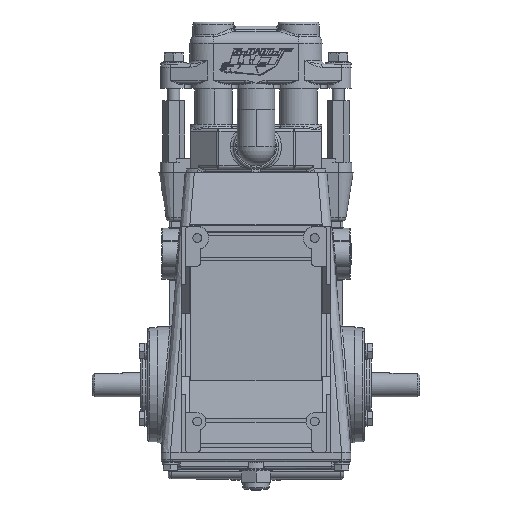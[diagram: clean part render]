
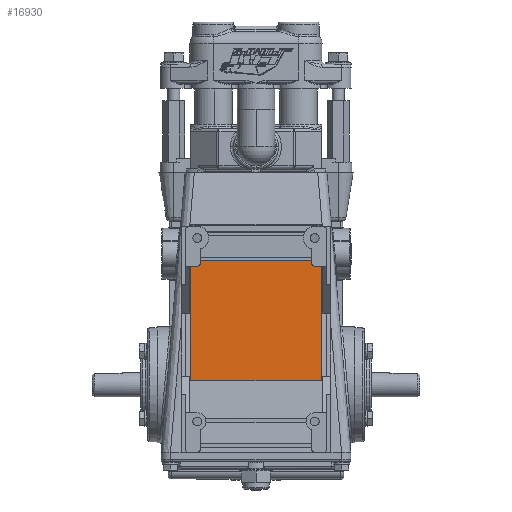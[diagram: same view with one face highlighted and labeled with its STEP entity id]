
A CAD part, front view. The second image highlights one B-rep face of the part: STEP entity #16930.
In plain terms, the highlighted planar face has unit normal (0, -1, 0).
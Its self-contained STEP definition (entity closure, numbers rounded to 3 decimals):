
#9467 = EDGE_CURVE ( 'NONE', #29380, #29403, #52632, .T. ) ;
#9471 = EDGE_CURVE ( 'NONE', #29387, #29506, #12185, .T. ) ;
#12185 = LINE ( 'NONE', #53184, #52640 ) ;
#13729 = ORIENTED_EDGE ( 'NONE', *, *, #35865, .T. ) ;
#13730 = ORIENTED_EDGE ( 'NONE', *, *, #35862, .F. ) ;
#13731 = ORIENTED_EDGE ( 'NONE', *, *, #35866, .T. ) ;
#13732 = ORIENTED_EDGE ( 'NONE', *, *, #9467, .T. ) ;
#13733 = ORIENTED_EDGE ( 'NONE', *, *, #35858, .F. ) ;
#13734 = ORIENTED_EDGE ( 'NONE', *, *, #35846, .F. ) ;
#13735 = ORIENTED_EDGE ( 'NONE', *, *, #9471, .F. ) ;
#13736 = ORIENTED_EDGE ( 'NONE', *, *, #35867, .F. ) ;
#13737 = ORIENTED_EDGE ( 'NONE', *, *, #35869, .F. ) ;
#13738 = ORIENTED_EDGE ( 'NONE', *, *, #35868, .T. ) ;
#16612 = EDGE_LOOP ( 'NONE', ( #13729, #13731, #13730, #13733, #13732, #13734, #13735, #13736, #13738, #13737 ) ) ;
#16930 = ADVANCED_FACE ( 'NONE', ( #32190 ), #32250, .F. ) ;
#27641 = AXIS2_PLACEMENT_3D ( 'NONE', #32251, #32252, #32253 ) ;
#29328 = VERTEX_POINT ( 'NONE', #40005 ) ;
#29380 = VERTEX_POINT ( 'NONE', #40031 ) ;
#29384 = VERTEX_POINT ( 'NONE', #40033 ) ;
#29387 = VERTEX_POINT ( 'NONE', #40035 ) ;
#29389 = VERTEX_POINT ( 'NONE', #40036 ) ;
#29403 = VERTEX_POINT ( 'NONE', #40043 ) ;
#29431 = VERTEX_POINT ( 'NONE', #40057 ) ;
#29476 = VERTEX_POINT ( 'NONE', #40102 ) ;
#29506 = VERTEX_POINT ( 'NONE', #40132 ) ;
#29514 = VERTEX_POINT ( 'NONE', #40140 ) ;
#31443 = VECTOR ( 'NONE', #41416, 1000. ) ;
#31483 = VECTOR ( 'NONE', #41448, 1000. ) ;
#31493 = VECTOR ( 'NONE', #41459, 1000. ) ;
#31496 = CIRCLE ( 'NONE', #31509, 2.54 ) ;
#31501 = VECTOR ( 'NONE', #41468, 1000. ) ;
#31503 = VECTOR ( 'NONE', #41470, 1000. ) ;
#31507 = VECTOR ( 'NONE', #41472, 1000. ) ;
#31509 = AXIS2_PLACEMENT_3D ( 'NONE', #41473, #41474, #41475 ) ;
#31514 = VECTOR ( 'NONE', #41477, 1000. ) ;
#32190 = FACE_OUTER_BOUND ( 'NONE', #16612, .T. ) ;
#32250 = PLANE ( 'NONE',  #27641 ) ;
#32251 = CARTESIAN_POINT ( 'NONE',  ( -50.601, -38.056, 113.332 ) ) ;
#32252 = DIRECTION ( 'NONE',  ( 0., 1., 0. ) ) ;
#32253 = DIRECTION ( 'NONE',  ( -1., 0., 0. ) ) ;
#35846 = EDGE_CURVE ( 'NONE', #29506, #29403, #40370, .T. ) ;
#35858 = EDGE_CURVE ( 'NONE', #29380, #29431, #40377, .T. ) ;
#35862 = EDGE_CURVE ( 'NONE', #29431, #29476, #40382, .T. ) ;
#35865 = EDGE_CURVE ( 'NONE', #29328, #29514, #40384, .T. ) ;
#35866 = EDGE_CURVE ( 'NONE', #29514, #29476, #40385, .T. ) ;
#35867 = EDGE_CURVE ( 'NONE', #29384, #29387, #40386, .T. ) ;
#35868 = EDGE_CURVE ( 'NONE', #29384, #29389, #31496, .T. ) ;
#35869 = EDGE_CURVE ( 'NONE', #29328, #29389, #40388, .T. ) ;
#40005 = CARTESIAN_POINT ( 'NONE',  ( -50.601, -38.056, 84.63 ) ) ;
#40031 = CARTESIAN_POINT ( 'NONE',  ( 34.362, -38.056, 84.63 ) ) ;
#40033 = CARTESIAN_POINT ( 'NONE',  ( -44.124, -38.056, 87.17 ) ) ;
#40035 = CARTESIAN_POINT ( 'NONE',  ( -44.124, -38.056, 88.44 ) ) ;
#40036 = CARTESIAN_POINT ( 'NONE',  ( -46.664, -38.056, 84.63 ) ) ;
#40043 = CARTESIAN_POINT ( 'NONE',  ( 31.822, -38.056, 87.17 ) ) ;
#40057 = CARTESIAN_POINT ( 'NONE',  ( 38.299, -38.056, 84.63 ) ) ;
#40102 = CARTESIAN_POINT ( 'NONE',  ( 38.299, -38.056, 6.99 ) ) ;
#40132 = CARTESIAN_POINT ( 'NONE',  ( 31.822, -38.056, 88.44 ) ) ;
#40140 = CARTESIAN_POINT ( 'NONE',  ( -50.601, -38.056, 6.99 ) ) ;
#40370 = LINE ( 'NONE', #41415, #31443 ) ;
#40377 = LINE ( 'NONE', #41447, #31483 ) ;
#40382 = LINE ( 'NONE', #41458, #31493 ) ;
#40384 = LINE ( 'NONE', #41467, #31501 ) ;
#40385 = LINE ( 'NONE', #41469, #31503 ) ;
#40386 = LINE ( 'NONE', #41471, #31507 ) ;
#40388 = LINE ( 'NONE', #41476, #31514 ) ;
#41415 = CARTESIAN_POINT ( 'NONE',  ( 31.822, -38.056, 111.808 ) ) ;
#41416 = DIRECTION ( 'NONE',  ( 0., 0., -1. ) ) ;
#41447 = CARTESIAN_POINT ( 'NONE',  ( 31.822, -38.056, 84.63 ) ) ;
#41448 = DIRECTION ( 'NONE',  ( 1., 0., 0. ) ) ;
#41458 = CARTESIAN_POINT ( 'NONE',  ( 38.299, -38.056, 113.332 ) ) ;
#41459 = DIRECTION ( 'NONE',  ( 0., 0., -1. ) ) ;
#41467 = CARTESIAN_POINT ( 'NONE',  ( -50.601, -38.056, 113.332 ) ) ;
#41468 = DIRECTION ( 'NONE',  ( 0., 0., -1. ) ) ;
#41469 = CARTESIAN_POINT ( 'NONE',  ( -6.151, -38.056, 6.99 ) ) ;
#41470 = DIRECTION ( 'NONE',  ( 1., 0., 0. ) ) ;
#41471 = CARTESIAN_POINT ( 'NONE',  ( -44.124, -38.056, 111.808 ) ) ;
#41472 = DIRECTION ( 'NONE',  ( 0., 0., 1. ) ) ;
#41473 = CARTESIAN_POINT ( 'NONE',  ( -46.664, -38.056, 87.17 ) ) ;
#41474 = DIRECTION ( 'NONE',  ( 0., 1., 0. ) ) ;
#41475 = DIRECTION ( 'NONE',  ( -1., 0., 0. ) ) ;
#41476 = CARTESIAN_POINT ( 'NONE',  ( -54.284, -38.056, 84.63 ) ) ;
#41477 = DIRECTION ( 'NONE',  ( 1., 0., 0. ) ) ;
#52632 = CIRCLE ( 'NONE', #52634, 2.54 ) ;
#52634 = AXIS2_PLACEMENT_3D ( 'NONE', #53174, #53175, #53176 ) ;
#52640 = VECTOR ( 'NONE', #53185, 1000. ) ;
#53174 = CARTESIAN_POINT ( 'NONE',  ( 34.362, -38.056, 87.17 ) ) ;
#53175 = DIRECTION ( 'NONE',  ( 0., 1., 0. ) ) ;
#53176 = DIRECTION ( 'NONE',  ( -1., 0., 0. ) ) ;
#53184 = CARTESIAN_POINT ( 'NONE',  ( 31.822, -38.056, 88.44 ) ) ;
#53185 = DIRECTION ( 'NONE',  ( 1., 0., 0. ) ) ;
